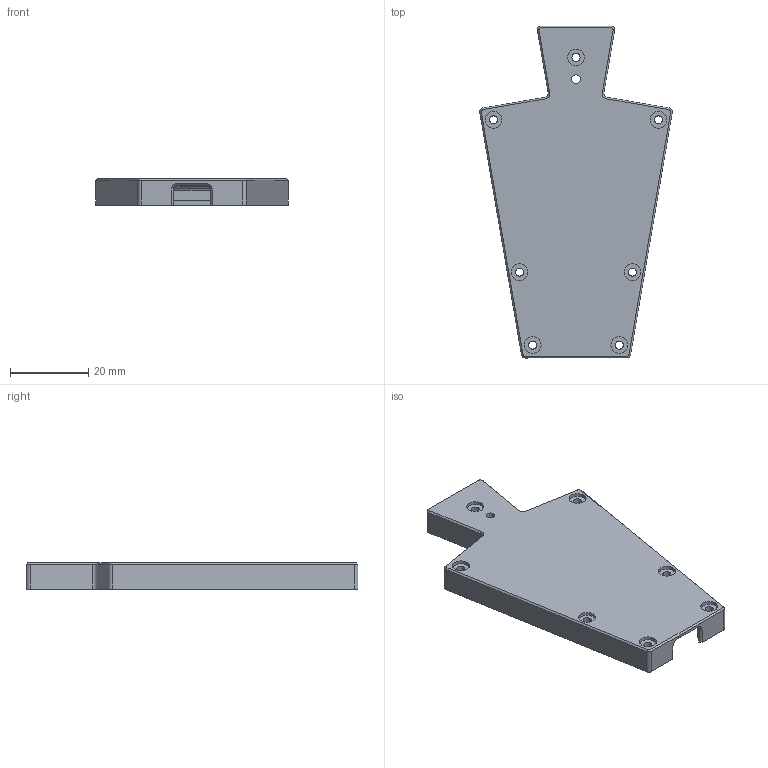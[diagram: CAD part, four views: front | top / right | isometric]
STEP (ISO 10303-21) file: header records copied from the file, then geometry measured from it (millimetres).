
FILE_DESCRIPTION(('STEP AP242'), '1');
FILE_NAME('Top_10mm_mEnki_v1_Washtub', '', ('UNSPECIFIED'), ('UNSPECIFIED'), 'C3D Converter', 'C3D Toolkit', '');
FILE_SCHEMA(('AP242_MANAGED_MODEL_BASED_3D_ENGINEERING_MIM_LF { 1 0 10303 442 1 1 4 }'));
Length unit declared in the file: millimetre
Bounding box: 49.16 x 84.75 x 6.7 mm (x, y, z)
Volume: 11363.5 mm3; surface area: 8634.5 mm2
Topology: 1 solids, 1 shells, 119 faces, 304 edges, 192 vertices
Faces by surface type: plane 63, cylinder 44, cone 10, sphere 2
Full cylindrical faces by diameter (mm): 2.05 x7, 2.2 x1, 3 x1, 4.3 x7
Entity records: 4584 total; most frequent: CARTESIAN_POINT 696, DIRECTION 610, ORIENTED_EDGE 572, EDGE_CURVE 286, AXIS2_PLACEMENT_3D 214, VERTEX_POINT 192, LINE 182, VECTOR 182
